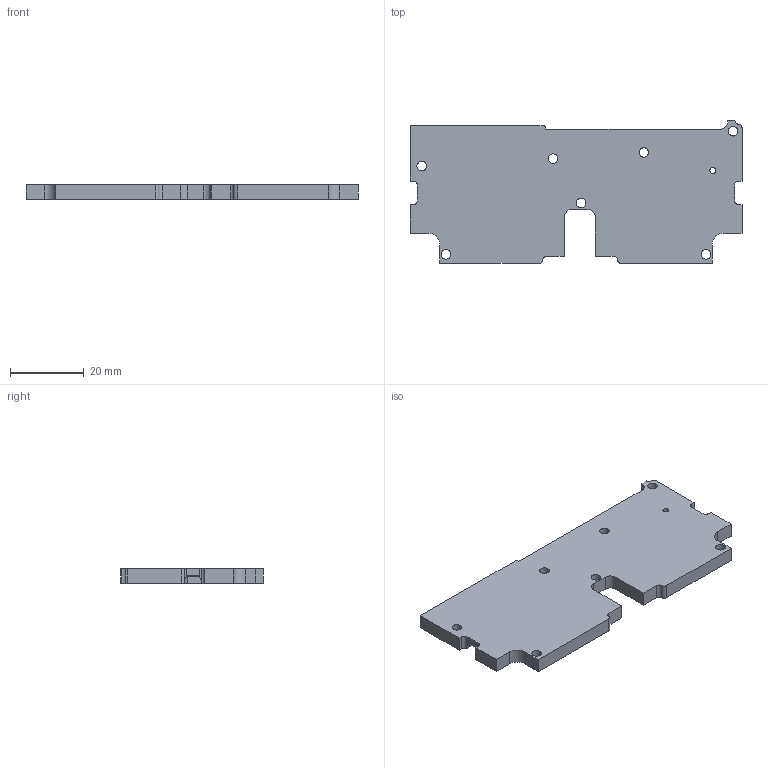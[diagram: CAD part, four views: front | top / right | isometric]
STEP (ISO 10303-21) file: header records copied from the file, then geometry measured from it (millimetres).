
FILE_DESCRIPTION(/* description */ (''),/* implementation_level */ '2;1');
FILE_NAME(/* name */ 'emi-shield v0.step',/* time_stamp */ '2022-09-09T19:21:08+03:00',/* author */ (''),/* organization */ (''),/* preprocessor_version */ 'ST-DEVELOPER v19',/* originating_system */ 'Autodesk Translation Framework v11.7.0.108',/* authorisation */ '');
FILE_SCHEMA (('AUTOMOTIVE_DESIGN { 1 0 10303 214 3 1 1 }'));
Length unit declared in the file: millimetre
Products named in the file (1): emi-shield
Bounding box: 90.17 x 38.75 x 4 mm (x, y, z)
Volume: 7160.5 mm3; surface area: 7904.5 mm2
Topology: 1 solids, 1 shells, 152 faces, 443 edges, 294 vertices
Faces by surface type: plane 84, cylinder 68
Full cylindrical faces by diameter (mm): 1.6 x1, 2.6 x7, 3.5 x1
Entity records: 5135 total; most frequent: DIRECTION 897, CARTESIAN_POINT 890, ORIENTED_EDGE 886, EDGE_CURVE 443, AXIS2_PLACEMENT_3D 301, LINE 295, VECTOR 295, VERTEX_POINT 294
